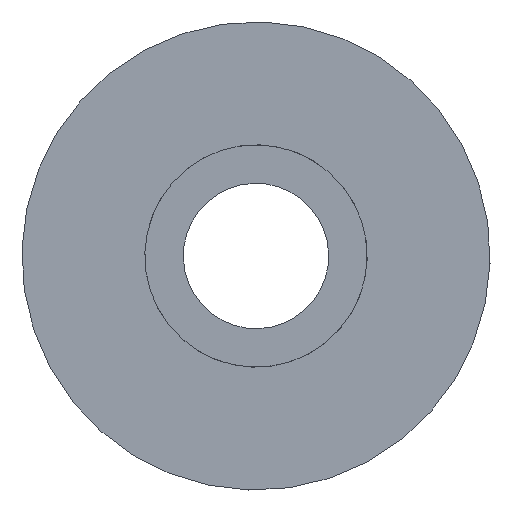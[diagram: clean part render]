
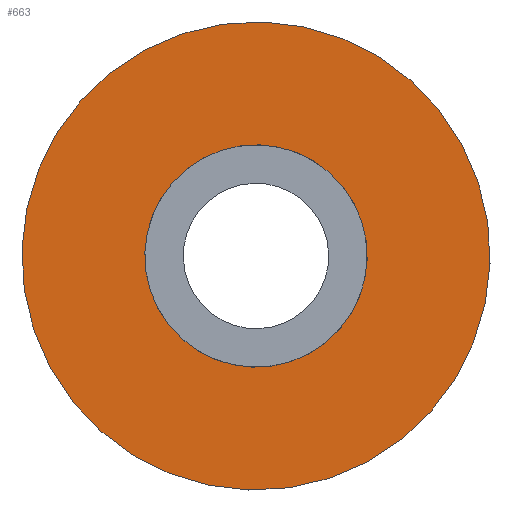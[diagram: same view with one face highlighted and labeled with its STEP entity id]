
A CAD part, front view. The second image highlights one B-rep face of the part: STEP entity #663.
In plain terms, the highlighted planar face has unit normal (0, -1, 0).
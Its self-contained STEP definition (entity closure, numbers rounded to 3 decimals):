
#59=FACE_BOUND('',#112,.T.);
#65=PLANE('',#731);
#74=FACE_OUTER_BOUND('',#111,.T.);
#111=EDGE_LOOP('',(#467,#468));
#112=EDGE_LOOP('',(#469,#470));
#208=CIRCLE('',#729,30.);
#209=CIRCLE('',#730,30.);
#210=CIRCLE('',#732,14.25);
#211=CIRCLE('',#733,14.25);
#281=VERTEX_POINT('',#1094);
#282=VERTEX_POINT('',#1096);
#283=VERTEX_POINT('',#1100);
#284=VERTEX_POINT('',#1101);
#355=EDGE_CURVE('',#281,#282,#208,.T.);
#356=EDGE_CURVE('',#282,#281,#209,.T.);
#357=EDGE_CURVE('',#283,#284,#210,.T.);
#358=EDGE_CURVE('',#284,#283,#211,.T.);
#467=ORIENTED_EDGE('',*,*,#356,.F.);
#468=ORIENTED_EDGE('',*,*,#355,.F.);
#469=ORIENTED_EDGE('',*,*,#357,.T.);
#470=ORIENTED_EDGE('',*,*,#358,.T.);
#663=ADVANCED_FACE('',(#74,#59),#65,.T.);
#729=AXIS2_PLACEMENT_3D('',#1097,#856,#857);
#730=AXIS2_PLACEMENT_3D('',#1098,#858,#859);
#731=AXIS2_PLACEMENT_3D('',#1099,#860,#861);
#732=AXIS2_PLACEMENT_3D('',#1102,#862,#863);
#733=AXIS2_PLACEMENT_3D('',#1103,#864,#865);
#856=DIRECTION('center_axis',(0.,1.,0.));
#857=DIRECTION('ref_axis',(-0.745,0.,0.667));
#858=DIRECTION('center_axis',(0.,1.,0.));
#859=DIRECTION('ref_axis',(-0.745,0.,0.667));
#860=DIRECTION('center_axis',(0.,-1.,0.));
#861=DIRECTION('ref_axis',(0.667,0.,0.745));
#862=DIRECTION('center_axis',(0.,1.,0.));
#863=DIRECTION('ref_axis',(-0.745,0.,0.667));
#864=DIRECTION('center_axis',(0.,1.,0.));
#865=DIRECTION('ref_axis',(-0.745,0.,0.667));
#1094=CARTESIAN_POINT('',(-22.362,0.,19.999));
#1096=CARTESIAN_POINT('',(22.362,0.,-19.999));
#1097=CARTESIAN_POINT('Origin',(0.,0.,
0.));
#1098=CARTESIAN_POINT('Origin',(0.,0.,
0.));
#1099=CARTESIAN_POINT('Origin',(22.362,0.,
-19.999));
#1100=CARTESIAN_POINT('',(10.622,0.,-9.499));
#1101=CARTESIAN_POINT('',(-10.622,0.,9.499));
#1102=CARTESIAN_POINT('Origin',(0.,0.,
0.));
#1103=CARTESIAN_POINT('Origin',(0.,0.,
0.));
